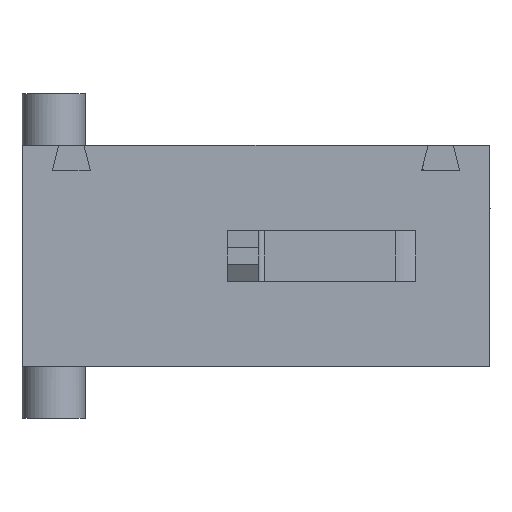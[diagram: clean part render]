
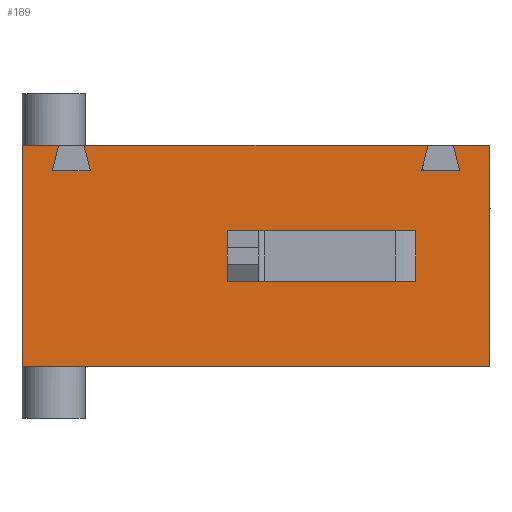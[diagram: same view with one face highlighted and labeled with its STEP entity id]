
A CAD part, front view. The second image highlights one B-rep face of the part: STEP entity #189.
In plain terms, the highlighted planar face has unit normal (0, -1, 0).
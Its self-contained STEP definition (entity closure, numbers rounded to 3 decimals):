
#13=FACE_BOUND('',#426,.T.);
#189=ADVANCED_FACE('',(#306,#13),#2139,.T.);
#306=FACE_OUTER_BOUND('',#425,.T.);
#425=EDGE_LOOP('',(#1008,#1009,#1010,#1011,#1012,#1013,#1014,#1015,#1016,
#1017,#1018,#1019));
#426=EDGE_LOOP('',(#1020,#1021,#1022,#1023));
#1008=ORIENTED_EDGE('',*,*,#1404,.F.);
#1009=ORIENTED_EDGE('',*,*,#1325,.F.);
#1010=ORIENTED_EDGE('',*,*,#1321,.F.);
#1011=ORIENTED_EDGE('',*,*,#1318,.F.);
#1012=ORIENTED_EDGE('',*,*,#1403,.F.);
#1013=ORIENTED_EDGE('',*,*,#1400,.F.);
#1014=ORIENTED_EDGE('',*,*,#1397,.F.);
#1015=ORIENTED_EDGE('',*,*,#1394,.F.);
#1016=ORIENTED_EDGE('',*,*,#1407,.F.);
#1017=ORIENTED_EDGE('',*,*,#1408,.T.);
#1018=ORIENTED_EDGE('',*,*,#1409,.T.);
#1019=ORIENTED_EDGE('',*,*,#1363,.F.);
#1020=ORIENTED_EDGE('',*,*,#1413,.T.);
#1021=ORIENTED_EDGE('',*,*,#1410,.T.);
#1022=ORIENTED_EDGE('',*,*,#1411,.T.);
#1023=ORIENTED_EDGE('',*,*,#1412,.T.);
#1318=EDGE_CURVE('',#1948,#1949,#1695,.T.);
#1321=EDGE_CURVE('',#1949,#1951,#1698,.T.);
#1325=EDGE_CURVE('',#1951,#1952,#1702,.T.);
#1363=EDGE_CURVE('',#1983,#1984,#1740,.T.);
#1394=EDGE_CURVE('',#2003,#2004,#1757,.T.);
#1397=EDGE_CURVE('',#2004,#2006,#1760,.T.);
#1400=EDGE_CURVE('',#2006,#2008,#1763,.T.);
#1403=EDGE_CURVE('',#2008,#1948,#1766,.T.);
#1404=EDGE_CURVE('',#1952,#1983,#1767,.T.);
#1407=EDGE_CURVE('',#2010,#2003,#1769,.T.);
#1408=EDGE_CURVE('',#2010,#2011,#1770,.T.);
#1409=EDGE_CURVE('',#2011,#1984,#1771,.T.);
#1410=EDGE_CURVE('',#2012,#2013,#1772,.T.);
#1411=EDGE_CURVE('',#2013,#2014,#1773,.T.);
#1412=EDGE_CURVE('',#2014,#2015,#1774,.T.);
#1413=EDGE_CURVE('',#2015,#2012,#1775,.T.);
#1695=B_SPLINE_CURVE_WITH_KNOTS('',1,(#3458,#3459),.UNSPECIFIED.,.F.,.F.,
(2,2),(0.,0.412),.UNSPECIFIED.);
#1698=B_SPLINE_CURVE_WITH_KNOTS('',1,(#3464,#3465),.UNSPECIFIED.,.F.,.F.,
(2,2),(0.,0.6),.UNSPECIFIED.);
#1702=B_SPLINE_CURVE_WITH_KNOTS('',1,(#3472,#3473),.UNSPECIFIED.,.F.,.F.,
(2,2),(0.,0.412),.UNSPECIFIED.);
#1740=B_SPLINE_CURVE_WITH_KNOTS('',1,(#3548,#3549),.UNSPECIFIED.,.F.,.F.,
(2,2),(0.,3.5),.UNSPECIFIED.);
#1757=B_SPLINE_CURVE_WITH_KNOTS('',1,(#3634,#3635),.UNSPECIFIED.,.F.,.F.,
(2,2),(0.,0.412),.UNSPECIFIED.);
#1760=B_SPLINE_CURVE_WITH_KNOTS('',1,(#3640,#3641),.UNSPECIFIED.,.F.,.F.,
(2,2),(0.,0.6),.UNSPECIFIED.);
#1763=B_SPLINE_CURVE_WITH_KNOTS('',1,(#3646,#3647),.UNSPECIFIED.,.F.,.F.,
(2,2),(0.,0.412),.UNSPECIFIED.);
#1766=B_SPLINE_CURVE_WITH_KNOTS('',1,(#3652,#3653),.UNSPECIFIED.,.F.,.F.,
(2,2),(0.,5.44),.UNSPECIFIED.);
#1767=B_SPLINE_CURVE_WITH_KNOTS('',1,(#3654,#3655),.UNSPECIFIED.,.F.,.F.,
(2,2),(0.,0.58),.UNSPECIFIED.);
#1769=B_SPLINE_CURVE_WITH_KNOTS('',1,(#3661,#3662),.UNSPECIFIED.,.F.,.F.,
(2,2),(0.,0.58),.UNSPECIFIED.);
#1770=B_SPLINE_CURVE_WITH_KNOTS('',1,(#3663,#3664),.UNSPECIFIED.,.F.,.F.,
(2,2),(-3.5,0.),.UNSPECIFIED.);
#1771=B_SPLINE_CURVE_WITH_KNOTS('',1,(#3665,#3666),.UNSPECIFIED.,.F.,.F.,
(2,2),(0.,7.4),.UNSPECIFIED.);
#1772=B_SPLINE_CURVE_WITH_KNOTS('',1,(#3667,#3668),.UNSPECIFIED.,.F.,.F.,
(2,2),(0.,2.953),.UNSPECIFIED.);
#1773=B_SPLINE_CURVE_WITH_KNOTS('',1,(#3669,#3670),.UNSPECIFIED.,.F.,.F.,
(2,2),(-0.8,0.),.UNSPECIFIED.);
#1774=B_SPLINE_CURVE_WITH_KNOTS('',1,(#3671,#3672),.UNSPECIFIED.,.F.,.F.,
(2,2),(-2.953,0.),.UNSPECIFIED.);
#1775=B_SPLINE_CURVE_WITH_KNOTS('',1,(#3673,#3674),.UNSPECIFIED.,.F.,.F.,
(2,2),(0.,0.8),.UNSPECIFIED.);
#1948=VERTEX_POINT('',#3365);
#1949=VERTEX_POINT('',#3366);
#1951=VERTEX_POINT('',#3368);
#1952=VERTEX_POINT('',#3369);
#1983=VERTEX_POINT('',#3400);
#1984=VERTEX_POINT('',#3401);
#2003=VERTEX_POINT('',#3420);
#2004=VERTEX_POINT('',#3421);
#2006=VERTEX_POINT('',#3423);
#2008=VERTEX_POINT('',#3425);
#2010=VERTEX_POINT('',#3427);
#2011=VERTEX_POINT('',#3428);
#2012=VERTEX_POINT('',#3429);
#2013=VERTEX_POINT('',#3430);
#2014=VERTEX_POINT('',#3431);
#2015=VERTEX_POINT('',#3432);
#2139=PLANE('',#2260);
#2260=AXIS2_PLACEMENT_3D('',#3333,#2364,$);
#2364=DIRECTION('',(0.,-1.,0.));
#3333=CARTESIAN_POINT('',(-4.234,0.,2.101));
#3365=CARTESIAN_POINT('',(2.927,0.,1.75));
#3366=CARTESIAN_POINT('',(2.827,0.,1.35));
#3368=CARTESIAN_POINT('',(3.427,0.,1.35));
#3369=CARTESIAN_POINT('',(3.327,0.,1.75));
#3400=CARTESIAN_POINT('',(3.907,0.,1.75));
#3401=CARTESIAN_POINT('',(3.907,0.,-1.75));
#3420=CARTESIAN_POINT('',(-2.913,0.,1.75));
#3421=CARTESIAN_POINT('',(-3.013,0.,1.35));
#3423=CARTESIAN_POINT('',(-2.413,0.,1.35));
#3425=CARTESIAN_POINT('',(-2.513,0.,1.75));
#3427=CARTESIAN_POINT('',(-3.493,0.,1.75));
#3428=CARTESIAN_POINT('',(-3.493,0.,-1.75));
#3429=CARTESIAN_POINT('',(-0.22,0.,0.4));
#3430=CARTESIAN_POINT('',(2.734,0.,0.4));
#3431=CARTESIAN_POINT('',(2.734,0.,-0.4));
#3432=CARTESIAN_POINT('',(-0.22,0.,-0.4));
#3458=CARTESIAN_POINT('',(2.927,0.,1.75));
#3459=CARTESIAN_POINT('',(2.827,0.,1.35));
#3464=CARTESIAN_POINT('',(2.827,0.,1.35));
#3465=CARTESIAN_POINT('',(3.427,0.,1.35));
#3472=CARTESIAN_POINT('',(3.427,0.,1.35));
#3473=CARTESIAN_POINT('',(3.327,0.,1.75));
#3548=CARTESIAN_POINT('',(3.907,0.,1.75));
#3549=CARTESIAN_POINT('',(3.907,0.,-1.75));
#3634=CARTESIAN_POINT('',(-2.913,0.,1.75));
#3635=CARTESIAN_POINT('',(-3.013,0.,1.35));
#3640=CARTESIAN_POINT('',(-3.013,0.,1.35));
#3641=CARTESIAN_POINT('',(-2.413,0.,1.35));
#3646=CARTESIAN_POINT('',(-2.413,0.,1.35));
#3647=CARTESIAN_POINT('',(-2.513,0.,1.75));
#3652=CARTESIAN_POINT('',(-2.513,0.,1.75));
#3653=CARTESIAN_POINT('',(2.927,0.,1.75));
#3654=CARTESIAN_POINT('',(3.327,0.,1.75));
#3655=CARTESIAN_POINT('',(3.907,0.,1.75));
#3661=CARTESIAN_POINT('',(-3.493,0.,1.75));
#3662=CARTESIAN_POINT('',(-2.913,0.,1.75));
#3663=CARTESIAN_POINT('',(-3.493,0.,1.75));
#3664=CARTESIAN_POINT('',(-3.493,0.,-1.75));
#3665=CARTESIAN_POINT('',(-3.493,0.,-1.75));
#3666=CARTESIAN_POINT('',(3.907,0.,-1.75));
#3667=CARTESIAN_POINT('',(-0.22,0.,0.4));
#3668=CARTESIAN_POINT('',(2.734,0.,0.4));
#3669=CARTESIAN_POINT('',(2.734,0.,0.4));
#3670=CARTESIAN_POINT('',(2.734,0.,-0.4));
#3671=CARTESIAN_POINT('',(2.734,0.,-0.4));
#3672=CARTESIAN_POINT('',(-0.22,0.,-0.4));
#3673=CARTESIAN_POINT('',(-0.22,0.,-0.4));
#3674=CARTESIAN_POINT('',(-0.22,0.,0.4));
